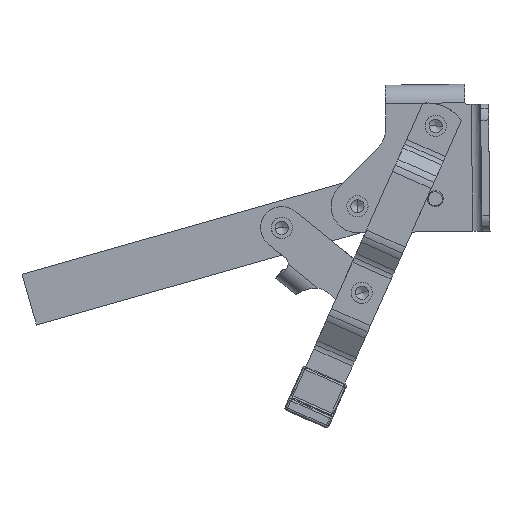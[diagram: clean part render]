
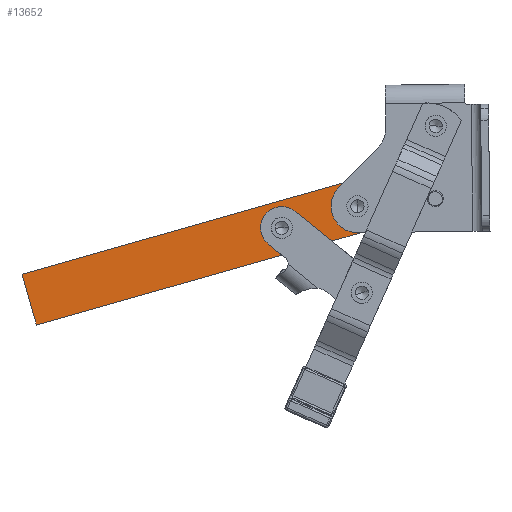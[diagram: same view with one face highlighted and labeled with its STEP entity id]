
A CAD part, front view. The second image highlights one B-rep face of the part: STEP entity #13652.
In plain terms, the highlighted planar face has unit normal (0, -1, 0).
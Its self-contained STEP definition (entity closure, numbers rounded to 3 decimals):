
#6845=CARTESIAN_POINT('',(-132.408,-57.014,-184.84));
#6846=VERTEX_POINT('',#6845);
#6862=CARTESIAN_POINT('',(-126.539,-57.014,-186.585));
#6863=VERTEX_POINT('',#6862);
#6870=CARTESIAN_POINT('',(-131.58,-57.014,-192.797));
#6871=DIRECTION('',(0.,1.0,0.));
#6872=DIRECTION('',(-0.104,0.,0.995));
#6873=AXIS2_PLACEMENT_3D('',#6870,#6871,#6872);
#6874=CIRCLE('',#6873,8.0);
#6875=EDGE_CURVE('',#6846,#6863,#6874,.T.);
#10460=CARTESIAN_POINT('',(-112.69,-57.014,-197.822));
#10461=VERTEX_POINT('',#10460);
#10462=CARTESIAN_POINT('',(-131.494,-57.014,-203.169));
#10463=VERTEX_POINT('',#10462);
#11457=CARTESIAN_POINT('',(-136.62,-57.014,-199.009));
#11458=VERTEX_POINT('',#11457);
#11459=CARTESIAN_POINT('',(-131.58,-57.014,-192.797));
#11460=DIRECTION('',(0.,1.0,0.));
#11461=DIRECTION('',(-0.104,0.,0.995));
#11462=AXIS2_PLACEMENT_3D('',#11459,#11460,#11461);
#11463=CIRCLE('',#11462,8.0);
#11464=EDGE_CURVE('',#11458,#6846,#11463,.T.);
#11498=CARTESIAN_POINT('',(-126.539,-57.014,-186.585));
#11499=DIRECTION('',(0.777,0.,-0.63));
#11500=VECTOR('',#11499,17.834);
#11501=LINE('',#11498,#11500);
#11502=EDGE_CURVE('',#6863,#10461,#11501,.T.);
#11558=CARTESIAN_POINT('',(-131.494,-57.014,-203.169));
#11559=DIRECTION('',(-0.777,0.,0.63));
#11560=VECTOR('',#11559,6.602);
#11561=LINE('',#11558,#11560);
#11562=EDGE_CURVE('',#10463,#11458,#11561,.T.);
#13586=CARTESIAN_POINT('',(-160.195,-57.014,-200.934));
#13587=DIRECTION('',(0.0,-1.0,0.0));
#13588=DIRECTION('',(0.962,0.0,0.274));
#13589=AXIS2_PLACEMENT_3D('',#13586,#13587,#13588);
#13590=PLANE('',#13589);
#13591=ORIENTED_EDGE('',*,*,#11502,.T.);
#13592=CARTESIAN_POINT('',(-101.509,-57.014,-194.642));
#13593=VERTEX_POINT('',#13592);
#13594=CARTESIAN_POINT('',(-101.509,-57.014,-194.642));
#13595=DIRECTION('',(-0.962,0.,-0.274));
#13596=VECTOR('',#13595,11.625);
#13597=LINE('',#13594,#13596);
#13598=EDGE_CURVE('',#13593,#10461,#13597,.T.);
#13599=ORIENTED_EDGE('',*,*,#13598,.F.);
#13600=CARTESIAN_POINT('',(-102.839,-57.014,-194.659));
#13601=VERTEX_POINT('',#13600);
#13602=CARTESIAN_POINT('',(-102.839,-57.014,-194.659));
#13603=DIRECTION('',(1.,0.,0.013));
#13604=VECTOR('',#13603,1.331);
#13605=LINE('',#13602,#13604);
#13606=EDGE_CURVE('',#13601,#13593,#13605,.T.);
#13607=ORIENTED_EDGE('',*,*,#13606,.F.);
#13608=CARTESIAN_POINT('',(-110.123,-57.014,-177.677));
#13609=VERTEX_POINT('',#13608);
#13610=CARTESIAN_POINT('',(-102.964,-57.014,-184.659));
#13611=DIRECTION('',(0.,1.,0.));
#13612=DIRECTION('',(-0.716,0.,0.698));
#13613=AXIS2_PLACEMENT_3D('',#13610,#13611,#13612);
#13614=CIRCLE('',#13613,10.0);
#13615=EDGE_CURVE('',#13601,#13609,#13614,.T.);
#13616=ORIENTED_EDGE('',*,*,#13615,.T.);
#13617=CARTESIAN_POINT('',(-108.262,-57.014,-175.77));
#13618=VERTEX_POINT('',#13617);
#13619=CARTESIAN_POINT('',(-110.123,-57.014,-177.677));
#13620=DIRECTION('',(0.698,0.,0.716));
#13621=VECTOR('',#13620,2.665);
#13622=LINE('',#13619,#13621);
#13623=EDGE_CURVE('',#13609,#13618,#13622,.T.);
#13624=ORIENTED_EDGE('',*,*,#13623,.T.);
#13625=CARTESIAN_POINT('',(-229.78,-57.014,-210.325));
#13626=VERTEX_POINT('',#13625);
#13627=CARTESIAN_POINT('',(-229.78,-57.014,-210.325));
#13628=DIRECTION('',(0.962,0.,0.274));
#13629=VECTOR('',#13628,126.335);
#13630=LINE('',#13627,#13629);
#13631=EDGE_CURVE('',#13626,#13618,#13630,.T.);
#13632=ORIENTED_EDGE('',*,*,#13631,.F.);
#13633=CARTESIAN_POINT('',(-224.31,-57.014,-229.562));
#13634=VERTEX_POINT('',#13633);
#13635=CARTESIAN_POINT('',(-224.31,-57.014,-229.562));
#13636=DIRECTION('',(-0.274,0.,0.962));
#13637=VECTOR('',#13636,20.);
#13638=LINE('',#13635,#13637);
#13639=EDGE_CURVE('',#13634,#13626,#13638,.T.);
#13640=ORIENTED_EDGE('',*,*,#13639,.F.);
#13641=CARTESIAN_POINT('',(-131.494,-57.014,-203.169));
#13642=DIRECTION('',(-0.962,0.,-0.274));
#13643=VECTOR('',#13642,96.496);
#13644=LINE('',#13641,#13643);
#13645=EDGE_CURVE('',#10463,#13634,#13644,.T.);
#13646=ORIENTED_EDGE('',*,*,#13645,.F.);
#13647=ORIENTED_EDGE('',*,*,#11562,.T.);
#13648=ORIENTED_EDGE('',*,*,#11464,.T.);
#13649=ORIENTED_EDGE('',*,*,#6875,.T.);
#13650=EDGE_LOOP('',(#13591,#13599,#13607,#13616,#13624,#13632,#13640,#13646,#13647,#13648,#13649));
#13651=FACE_OUTER_BOUND('',#13650,.T.);
#13652=ADVANCED_FACE('',(#13651),#13590,.T.);
